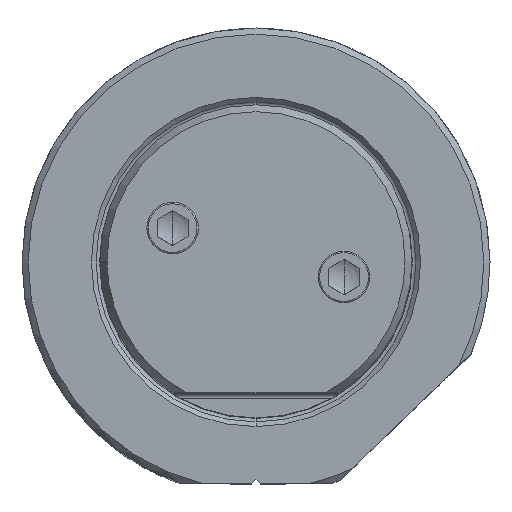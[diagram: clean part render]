
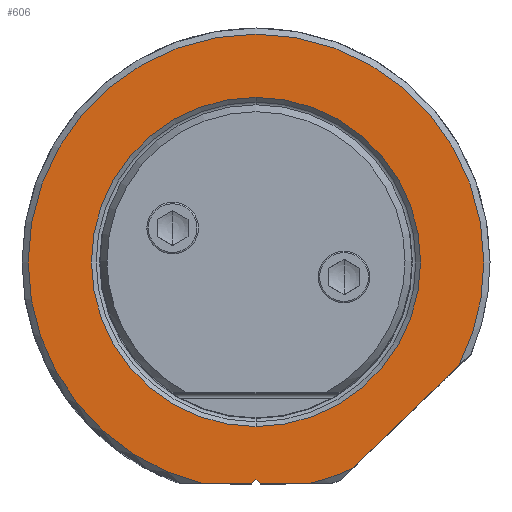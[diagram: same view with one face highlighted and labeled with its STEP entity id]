
A CAD part, top view. The second image highlights one B-rep face of the part: STEP entity #606.
In plain terms, the highlighted planar face has unit normal (0, 0, 1).
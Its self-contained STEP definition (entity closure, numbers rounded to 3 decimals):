
#119=PLANE('',#5680);
#606=ADVANCED_FACE('',(#912,#913),#119,.T.);
#912=FACE_BOUND('',#1027,.T.);
#913=FACE_BOUND('',#1028,.T.);
#1027=EDGE_LOOP('',(#2753,#2754,#2755,#2756,#2757,#2758,#2759,#2760,#2761));
#1028=EDGE_LOOP('',(#2762,#2763));
#1365=LINE('',#11252,#1667);
#1368=LINE('',#11278,#1670);
#1369=LINE('',#11280,#1671);
#1370=LINE('',#11282,#1672);
#1371=LINE('',#11284,#1673);
#1667=VECTOR('',#6608,1.);
#1670=VECTOR('',#6627,1.);
#1671=VECTOR('',#6628,1.);
#1672=VECTOR('',#6629,1.);
#1673=VECTOR('',#6630,1.);
#1952=CIRCLE('',#5673,18.55);
#1953=CIRCLE('',#5675,18.55);
#1954=CIRCLE('',#5676,18.55);
#1955=CIRCLE('',#5677,18.55);
#1956=CIRCLE('',#5678,13.4);
#1957=CIRCLE('',#5679,13.4);
#2753=ORIENTED_EDGE('',*,*,#4658,.T.);
#2754=ORIENTED_EDGE('',*,*,#4652,.T.);
#2755=ORIENTED_EDGE('',*,*,#4659,.T.);
#2756=ORIENTED_EDGE('',*,*,#4660,.T.);
#2757=ORIENTED_EDGE('',*,*,#4661,.T.);
#2758=ORIENTED_EDGE('',*,*,#4662,.F.);
#2759=ORIENTED_EDGE('',*,*,#4663,.T.);
#2760=ORIENTED_EDGE('',*,*,#4664,.T.);
#2761=ORIENTED_EDGE('',*,*,#4665,.F.);
#2762=ORIENTED_EDGE('',*,*,#4666,.T.);
#2763=ORIENTED_EDGE('',*,*,#4667,.T.);
#4014=VERTEX_POINT('',#11251);
#4015=VERTEX_POINT('',#11253);
#4018=VERTEX_POINT('',#11269);
#4019=VERTEX_POINT('',#11273);
#4020=VERTEX_POINT('',#11275);
#4021=VERTEX_POINT('',#11277);
#4022=VERTEX_POINT('',#11279);
#4023=VERTEX_POINT('',#11281);
#4024=VERTEX_POINT('',#11283);
#4025=VERTEX_POINT('',#11286);
#4026=VERTEX_POINT('',#11287);
#4652=EDGE_CURVE('',#4015,#4014,#1365,.T.);
#4658=EDGE_CURVE('',#4018,#4015,#1952,.T.);
#4659=EDGE_CURVE('',#4014,#4019,#1953,.T.);
#4660=EDGE_CURVE('',#4019,#4020,#1954,.T.);
#4661=EDGE_CURVE('',#4020,#4021,#1955,.T.);
#4662=EDGE_CURVE('',#4022,#4021,#1368,.T.);
#4663=EDGE_CURVE('',#4022,#4023,#1369,.T.);
#4664=EDGE_CURVE('',#4023,#4024,#1370,.T.);
#4665=EDGE_CURVE('',#4018,#4024,#1371,.T.);
#4666=EDGE_CURVE('',#4025,#4026,#1956,.T.);
#4667=EDGE_CURVE('',#4026,#4025,#1957,.T.);
#5673=AXIS2_PLACEMENT_3D('',#11270,#6617,#6618);
#5675=AXIS2_PLACEMENT_3D('',#11272,#6621,#6622);
#5676=AXIS2_PLACEMENT_3D('',#11274,#6623,#6624);
#5677=AXIS2_PLACEMENT_3D('',#11276,#6625,#6626);
#5678=AXIS2_PLACEMENT_3D('',#11285,#6631,#6632);
#5679=AXIS2_PLACEMENT_3D('',#11288,#6633,#6634);
#5680=AXIS2_PLACEMENT_3D('',#11289,#6635,#6636);
#6608=DIRECTION('',(0.72,0.694,0.));
#6617=DIRECTION('',(0.,0.,1.));
#6618=DIRECTION('',(0.231,-0.973,0.));
#6621=DIRECTION('',(0.,0.,1.));
#6622=DIRECTION('',(0.89,-0.456,0.));
#6623=DIRECTION('',(0.,0.,1.));
#6624=DIRECTION('',(1.,0.,0.));
#6625=DIRECTION('',(0.,0.,1.));
#6626=DIRECTION('',(-1.,0.,0.));
#6627=DIRECTION('',(-1.,0.,0.));
#6628=DIRECTION('',(0.707,0.707,0.));
#6629=DIRECTION('',(0.707,-0.707,0.));
#6630=DIRECTION('',(-1.,0.,0.));
#6631=DIRECTION('',(0.,0.,-1.));
#6632=DIRECTION('',(0.,1.,0.));
#6633=DIRECTION('',(0.,0.,-1.));
#6634=DIRECTION('',(0.,-1.,0.));
#6635=DIRECTION('',(0.,0.,1.));
#6636=DIRECTION('',(0.,1.,0.));
#11251=CARTESIAN_POINT('',(16.51,-8.458,0.));
#11252=CARTESIAN_POINT('',(7.862,-16.801,0.));
#11253=CARTESIAN_POINT('',(7.862,-16.801,0.));
#11269=CARTESIAN_POINT('',(4.278,-18.05,0.));
#11270=CARTESIAN_POINT('',(0.,0.,0.));
#11272=CARTESIAN_POINT('',(0.,0.,0.));
#11273=CARTESIAN_POINT('',(18.55,0.,0.));
#11274=CARTESIAN_POINT('',(0.,0.,0.));
#11275=CARTESIAN_POINT('',(-18.55,0.,0.));
#11276=CARTESIAN_POINT('',(0.,0.,0.));
#11277=CARTESIAN_POINT('',(-4.278,-18.05,0.));
#11278=CARTESIAN_POINT('',(-3.222,-18.05,0.));
#11279=CARTESIAN_POINT('',(-0.354,-18.05,0.));
#11280=CARTESIAN_POINT('',(-0.354,-18.05,0.));
#11281=CARTESIAN_POINT('',(0.,-17.696,0.));
#11282=CARTESIAN_POINT('',(0.,-17.696,0.));
#11283=CARTESIAN_POINT('',(0.354,-18.05,0.));
#11284=CARTESIAN_POINT('',(4.278,-18.05,0.));
#11285=CARTESIAN_POINT('',(0.,0.,0.));
#11286=CARTESIAN_POINT('',(0.,13.4,0.));
#11287=CARTESIAN_POINT('',(0.,-13.4,0.));
#11288=CARTESIAN_POINT('',(0.,0.,0.));
#11289=CARTESIAN_POINT('',(0.,0.25,0.));
